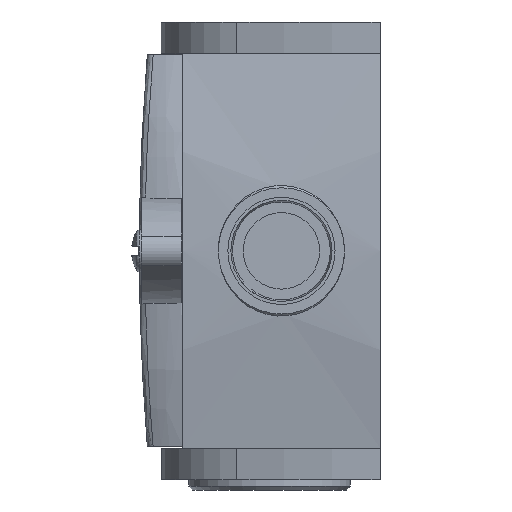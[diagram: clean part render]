
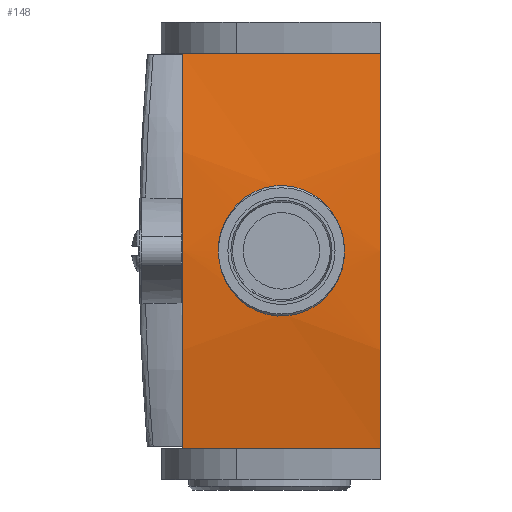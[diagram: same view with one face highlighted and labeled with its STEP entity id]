
A CAD part, left-side view. The second image highlights one B-rep face of the part: STEP entity #148.
In plain terms, the highlighted cylindrical face has radius 126.25 mm (diameter 252.5 mm), a partial arc.
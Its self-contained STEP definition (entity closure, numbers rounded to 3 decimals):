
#148=ADVANCED_FACE('',(#690,#691),#692,.T.);
#690=FACE_OUTER_BOUND('',#1695,.T.);
#691=FACE_BOUND('',#1696,.T.);
#692=CYLINDRICAL_SURFACE('',#1697,126.25);
#1695=EDGE_LOOP('',(#3084,#3085,#3086,#3087));
#1696=EDGE_LOOP('',(#3088,#3089));
#1697=AXIS2_PLACEMENT_3D('',#3090,#3091,#3092);
#3084=ORIENTED_EDGE('',*,*,#6720,.T.);
#3085=ORIENTED_EDGE('',*,*,#6628,.F.);
#3086=ORIENTED_EDGE('',*,*,#6685,.F.);
#3087=ORIENTED_EDGE('',*,*,#6578,.T.);
#3088=ORIENTED_EDGE('',*,*,#6726,.F.);
#3089=ORIENTED_EDGE('',*,*,#6727,.F.);
#3090=CARTESIAN_POINT('',(126.25,0.0,0.0));
#3091=DIRECTION('',(0.0,-1.0,-0.0));
#3092=DIRECTION('',(0.0,0.0,-1.0));
#6578=EDGE_CURVE('',#7829,#7827,#7830,.T.);
#6628=EDGE_CURVE('',#7917,#7919,#7920,.T.);
#6685=EDGE_CURVE('',#7829,#7917,#8012,.T.);
#6720=EDGE_CURVE('',#7827,#7919,#8068,.T.);
#6726=EDGE_CURVE('',#8076,#8077,#8078,.T.);
#6727=EDGE_CURVE('',#8077,#8076,#8079,.T.);
#7827=VERTEX_POINT('',#9842);
#7829=VERTEX_POINT('',#9845);
#7830=CIRCLE('',#9846,126.25);
#7917=VERTEX_POINT('',#9966);
#7919=VERTEX_POINT('',#9969);
#7920=CIRCLE('',#9970,126.25);
#8012=LINE('',#10100,#10101);
#8068=LINE('',#10170,#10171);
#8076=VERTEX_POINT('',#10182);
#8077=VERTEX_POINT('',#10183);
#8078=B_SPLINE_CURVE_WITH_KNOTS('',3,(#10184,#10185,#10186,#10187,#10188,#10189,#10190,#10191,#10192,#10193,#10194,#10195,#10196,#10197,#10198,#10199,#10200,#10201,#10202,#10203),.UNSPECIFIED.,.F.,.F.,(4,1,1,1,1,1,1,1,1,1,1,1,1,1,1,1,1,4),(0.0,0.059,0.118,0.176,0.235,0.294,0.353,0.412,0.471,0.529,0.588,0.647,0.706,0.765,0.824,0.882,0.941,1.0),.UNSPECIFIED.);
#8079=B_SPLINE_CURVE_WITH_KNOTS('',3,(#10204,#10205,#10206,#10207,#10208,#10209,#10210,#10211,#10212,#10213,#10214,#10215,#10216,#10217,#10218,#10219,#10220,#10221,#10222,#10223),.UNSPECIFIED.,.F.,.F.,(4,1,1,1,1,1,1,1,1,1,1,1,1,1,1,1,1,4),(0.0,0.059,0.118,0.176,0.235,0.294,0.353,0.412,0.471,0.529,0.588,0.647,0.706,0.765,0.824,0.882,0.941,1.0),.UNSPECIFIED.);
#9842=CARTESIAN_POINT('',(2.5,0.0,25.0));
#9845=CARTESIAN_POINT('',(2.5,0.0,-25.0));
#9846=AXIS2_PLACEMENT_3D('',#13419,#13420,#13421);
#9966=CARTESIAN_POINT('',(2.5,25.0,-25.0));
#9969=CARTESIAN_POINT('',(2.5,25.0,25.0));
#9970=AXIS2_PLACEMENT_3D('',#13501,#13502,#13503);
#10100=CARTESIAN_POINT('',(2.5,0.0,-25.0));
#10101=VECTOR('',#13596,25.0);
#10170=CARTESIAN_POINT('',(2.5,0.0,25.0));
#10171=VECTOR('',#13673,25.0);
#10182=CARTESIAN_POINT('',(0.0,20.5,0.0));
#10183=CARTESIAN_POINT('',(0.0,4.5,0.0));
#10184=CARTESIAN_POINT('',(0.0,20.5,0.0));
#10185=CARTESIAN_POINT('',(0.0,20.5,-0.518));
#10186=CARTESIAN_POINT('',(0.006,20.408,-1.536));
#10187=CARTESIAN_POINT('',(0.034,19.988,-3.048));
#10188=CARTESIAN_POINT('',(0.075,19.31,-4.425));
#10189=CARTESIAN_POINT('',(0.124,18.421,-5.63));
#10190=CARTESIAN_POINT('',(0.175,17.308,-6.67));
#10191=CARTESIAN_POINT('',(0.221,16.034,-7.47));
#10192=CARTESIAN_POINT('',(0.254,14.686,-8.003));
#10193=CARTESIAN_POINT('',(0.272,13.243,-8.283));
#10194=CARTESIAN_POINT('',(0.272,11.759,-8.283));
#10195=CARTESIAN_POINT('',(0.254,10.316,-8.003));
#10196=CARTESIAN_POINT('',(0.221,8.967,-7.471));
#10197=CARTESIAN_POINT('',(0.175,7.692,-6.67));
#10198=CARTESIAN_POINT('',(0.124,6.58,-5.631));
#10199=CARTESIAN_POINT('',(0.075,5.691,-4.427));
#10200=CARTESIAN_POINT('',(0.034,5.013,-3.049));
#10201=CARTESIAN_POINT('',(0.006,4.592,-1.537));
#10202=CARTESIAN_POINT('',(0.0,4.5,-0.518));
#10203=CARTESIAN_POINT('',(0.0,4.5,0.0));
#10204=CARTESIAN_POINT('',(0.0,4.5,0.0));
#10205=CARTESIAN_POINT('',(0.0,4.5,0.518));
#10206=CARTESIAN_POINT('',(0.006,4.592,1.536));
#10207=CARTESIAN_POINT('',(0.034,5.012,3.048));
#10208=CARTESIAN_POINT('',(0.075,5.69,4.426));
#10209=CARTESIAN_POINT('',(0.124,6.579,5.63));
#10210=CARTESIAN_POINT('',(0.175,7.692,6.67));
#10211=CARTESIAN_POINT('',(0.221,8.966,7.47));
#10212=CARTESIAN_POINT('',(0.254,10.314,8.003));
#10213=CARTESIAN_POINT('',(0.272,11.757,8.283));
#10214=CARTESIAN_POINT('',(0.272,13.241,8.283));
#10215=CARTESIAN_POINT('',(0.254,14.684,8.003));
#10216=CARTESIAN_POINT('',(0.221,16.033,7.471));
#10217=CARTESIAN_POINT('',(0.175,17.307,6.67));
#10218=CARTESIAN_POINT('',(0.124,18.419,5.631));
#10219=CARTESIAN_POINT('',(0.075,19.309,4.428));
#10220=CARTESIAN_POINT('',(0.034,19.987,3.049));
#10221=CARTESIAN_POINT('',(0.006,20.408,1.537));
#10222=CARTESIAN_POINT('',(0.0,20.5,0.518));
#10223=CARTESIAN_POINT('',(0.0,20.5,0.0));
#13419=CARTESIAN_POINT('',(126.25,0.0,0.0));
#13420=DIRECTION('',(0.0,1.0,0.0));
#13421=DIRECTION('',(-0.98,0.0,-0.198));
#13501=CARTESIAN_POINT('',(126.25,25.0,0.0));
#13502=DIRECTION('',(0.0,1.0,0.0));
#13503=DIRECTION('',(-0.98,0.0,-0.198));
#13596=DIRECTION('',(0.0,1.0,0.0));
#13673=DIRECTION('',(0.0,1.0,0.0));
